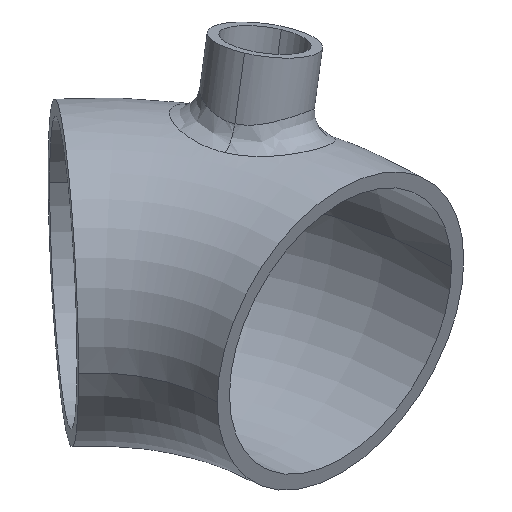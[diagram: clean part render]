
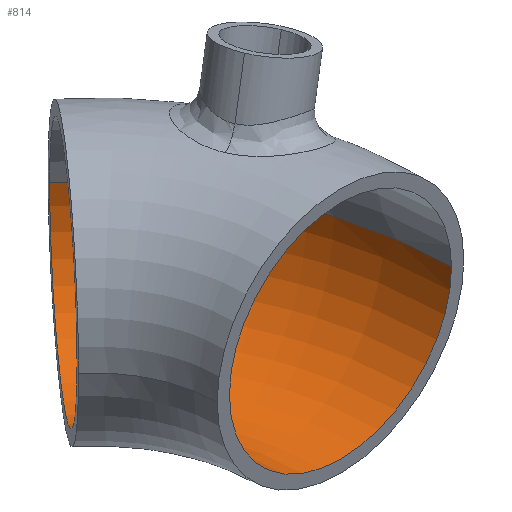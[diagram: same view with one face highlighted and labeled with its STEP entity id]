
A CAD part, isometric view. The second image highlights one B-rep face of the part: STEP entity #814.
In plain terms, the highlighted toroidal (fillet/blend) face has major radius 60 mm and minor radius 27 mm.
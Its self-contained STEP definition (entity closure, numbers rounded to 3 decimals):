
#9 = CIRCLE ( 'NONE', #178, 27. ) ;
#36 = VERTEX_POINT ( 'NONE', #614 ) ;
#56 = DIRECTION ( 'NONE',  ( -1., 0., 0. ) ) ;
#76 = CARTESIAN_POINT ( 'NONE',  ( 21.212, 25.279, 0. ) ) ;
#115 = DIRECTION ( 'NONE',  ( -0.766, 0.643, 0. ) ) ;
#120 = DIRECTION ( 'NONE',  ( 0., 1., 0. ) ) ;
#121 = ORIENTED_EDGE ( 'NONE', *, *, #1317, .T. ) ;
#132 = CIRCLE ( 'NONE', #716, 87. ) ;
#178 = AXIS2_PLACEMENT_3D ( 'NONE', #430, #115, #228 ) ;
#188 = FACE_OUTER_BOUND ( 'NONE', #884, .T. ) ;
#209 = DIRECTION ( 'NONE',  ( 1., 0., 0. ) ) ;
#228 = DIRECTION ( 'NONE',  ( 0.643, 0.766, 0. ) ) ;
#328 = CIRCLE ( 'NONE', #1011, 33. ) ;
#380 = CARTESIAN_POINT ( 'NONE',  ( 33., 0., 0. ) ) ;
#419 = EDGE_CURVE ( 'NONE', #423, #1294, #1250, .T. ) ;
#423 = VERTEX_POINT ( 'NONE', #431 ) ;
#430 = CARTESIAN_POINT ( 'NONE',  ( 38.567, 45.963, 0. ) ) ;
#431 = CARTESIAN_POINT ( 'NONE',  ( 87., 0., 0. ) ) ;
#505 = TOROIDAL_SURFACE ( 'NONE', #1141, 60., 27. ) ;
#512 = DIRECTION ( 'NONE',  ( 0., 0., -1. ) ) ;
#569 = CARTESIAN_POINT ( 'NONE',  ( 0., 0., 0. ) ) ;
#614 = CARTESIAN_POINT ( 'NONE',  ( 55.923, 66.646, 0. ) ) ;
#716 = AXIS2_PLACEMENT_3D ( 'NONE', #569, #1188, #56 ) ;
#761 = DIRECTION ( 'NONE',  ( 0., 0., -1. ) ) ;
#771 = ORIENTED_EDGE ( 'NONE', *, *, #1283, .F. ) ;
#775 = CARTESIAN_POINT ( 'NONE',  ( 0., 0., 0. ) ) ;
#814 = ADVANCED_FACE ( 'NONE', ( #188 ), #505, .F. ) ;
#826 = VERTEX_POINT ( 'NONE', #76 ) ;
#839 = AXIS2_PLACEMENT_3D ( 'NONE', #1040, #120, #1132 ) ;
#858 = ORIENTED_EDGE ( 'NONE', *, *, #1092, .T. ) ;
#884 = EDGE_LOOP ( 'NONE', ( #771, #858, #121, #1028 ) ) ;
#1011 = AXIS2_PLACEMENT_3D ( 'NONE', #775, #761, #1172 ) ;
#1028 = ORIENTED_EDGE ( 'NONE', *, *, #419, .F. ) ;
#1040 = CARTESIAN_POINT ( 'NONE',  ( 60., 0., 0. ) ) ;
#1092 = EDGE_CURVE ( 'NONE', #36, #826, #9, .T. ) ;
#1132 = DIRECTION ( 'NONE',  ( 1., 0., 0. ) ) ;
#1141 = AXIS2_PLACEMENT_3D ( 'NONE', #1322, #512, #209 ) ;
#1172 = DIRECTION ( 'NONE',  ( -1., 0., 0. ) ) ;
#1188 = DIRECTION ( 'NONE',  ( 0., 0., -1. ) ) ;
#1250 = CIRCLE ( 'NONE', #839, 27. ) ;
#1283 = EDGE_CURVE ( 'NONE', #36, #423, #132, .T. ) ;
#1294 = VERTEX_POINT ( 'NONE', #380 ) ;
#1317 = EDGE_CURVE ( 'NONE', #826, #1294, #328, .T. ) ;
#1322 = CARTESIAN_POINT ( 'NONE',  ( 0., 0., 0. ) ) ;
